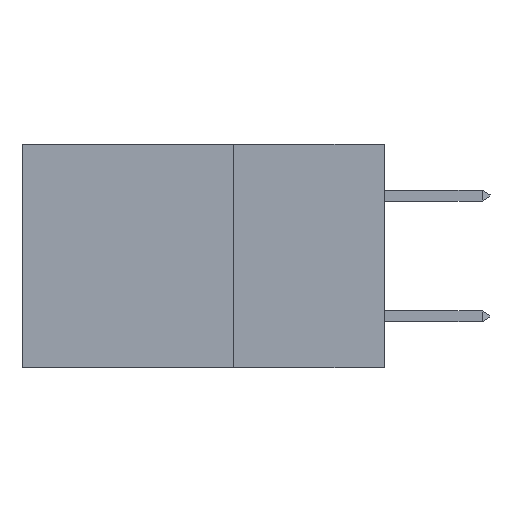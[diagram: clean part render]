
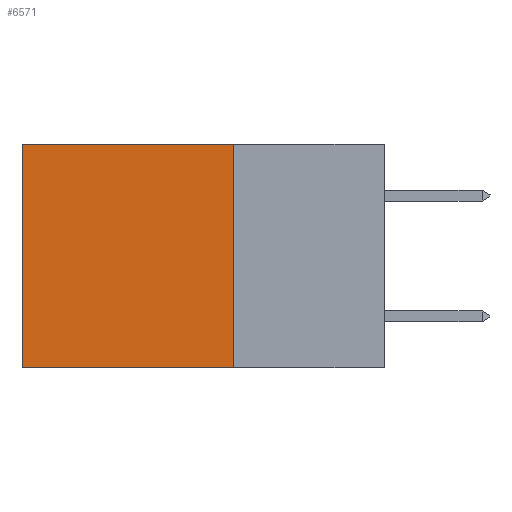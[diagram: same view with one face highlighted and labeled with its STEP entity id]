
A CAD part, left-side view. The second image highlights one B-rep face of the part: STEP entity #6571.
In plain terms, the highlighted planar face has unit normal (-1, 0, 0).
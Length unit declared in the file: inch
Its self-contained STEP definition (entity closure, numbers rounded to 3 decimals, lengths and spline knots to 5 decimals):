
#62 = DIRECTION ( 'NONE',  ( 0., 0., -1. ) ) ;
#359 = EDGE_CURVE ( 'NONE', #485, #8315, #3802, .T. ) ;
#408 = ORIENTED_EDGE ( 'NONE', *, *, #11514, .F. ) ;
#427 = LINE ( 'NONE', #2784, #2639 ) ;
#485 = VERTEX_POINT ( 'NONE', #1673 ) ;
#980 = CARTESIAN_POINT ( 'NONE',  ( 0.2875, 0.25, 0. ) ) ;
#1300 = VECTOR ( 'NONE', #62, 39.37008 ) ;
#1404 = PLANE ( 'NONE',  #4034 ) ;
#1673 = CARTESIAN_POINT ( 'NONE',  ( 0.2875, 0.6, 0. ) ) ;
#1687 = VECTOR ( 'NONE', #4512, 39.37008 ) ;
#2366 = DIRECTION ( 'NONE',  ( 1., 0., 0. ) ) ;
#2639 = VECTOR ( 'NONE', #7909, 39.37008 ) ;
#2666 = ORIENTED_EDGE ( 'NONE', *, *, #5736, .F. ) ;
#2784 = CARTESIAN_POINT ( 'NONE',  ( 0.2875, 0.25, -0.37 ) ) ;
#2982 = CARTESIAN_POINT ( 'NONE',  ( 0.2875, 0.25, 0. ) ) ;
#3802 = LINE ( 'NONE', #5954, #1300 ) ;
#4034 = AXIS2_PLACEMENT_3D ( 'NONE', #10958, #2366, #9277 ) ;
#4386 = CARTESIAN_POINT ( 'NONE',  ( 0.2875, 0.25, 0. ) ) ;
#4502 = LINE ( 'NONE', #4386, #1687 ) ;
#4512 = DIRECTION ( 'NONE',  ( 0., 0., -1. ) ) ;
#5440 = CARTESIAN_POINT ( 'NONE',  ( 0.2875, 0.6, -0.37 ) ) ;
#5736 = EDGE_CURVE ( 'NONE', #9710, #8530, #4502, .T. ) ;
#5954 = CARTESIAN_POINT ( 'NONE',  ( 0.2875, 0.6, 0. ) ) ;
#6571 = ADVANCED_FACE ( 'NONE', ( #10813 ), #1404, .F. ) ;
#6621 = ORIENTED_EDGE ( 'NONE', *, *, #9522, .T. ) ;
#7909 = DIRECTION ( 'NONE',  ( 0., 1., 0. ) ) ;
#8315 = VERTEX_POINT ( 'NONE', #5440 ) ;
#8530 = VERTEX_POINT ( 'NONE', #8743 ) ;
#8667 = VECTOR ( 'NONE', #10557, 39.37008 ) ;
#8743 = CARTESIAN_POINT ( 'NONE',  ( 0.2875, 0.25, -0.37 ) ) ;
#9277 = DIRECTION ( 'NONE',  ( 0., 0., -1. ) ) ;
#9489 = ORIENTED_EDGE ( 'NONE', *, *, #359, .T. ) ;
#9522 = EDGE_CURVE ( 'NONE', #9710, #485, #11222, .T. ) ;
#9710 = VERTEX_POINT ( 'NONE', #2982 ) ;
#10245 = EDGE_LOOP ( 'NONE', ( #9489, #408, #2666, #6621 ) ) ;
#10557 = DIRECTION ( 'NONE',  ( 0., 1., 0. ) ) ;
#10813 = FACE_OUTER_BOUND ( 'NONE', #10245, .T. ) ;
#10958 = CARTESIAN_POINT ( 'NONE',  ( 0.2875, 0.25, 0. ) ) ;
#11222 = LINE ( 'NONE', #980, #8667 ) ;
#11514 = EDGE_CURVE ( 'NONE', #8530, #8315, #427, .T. ) ;
